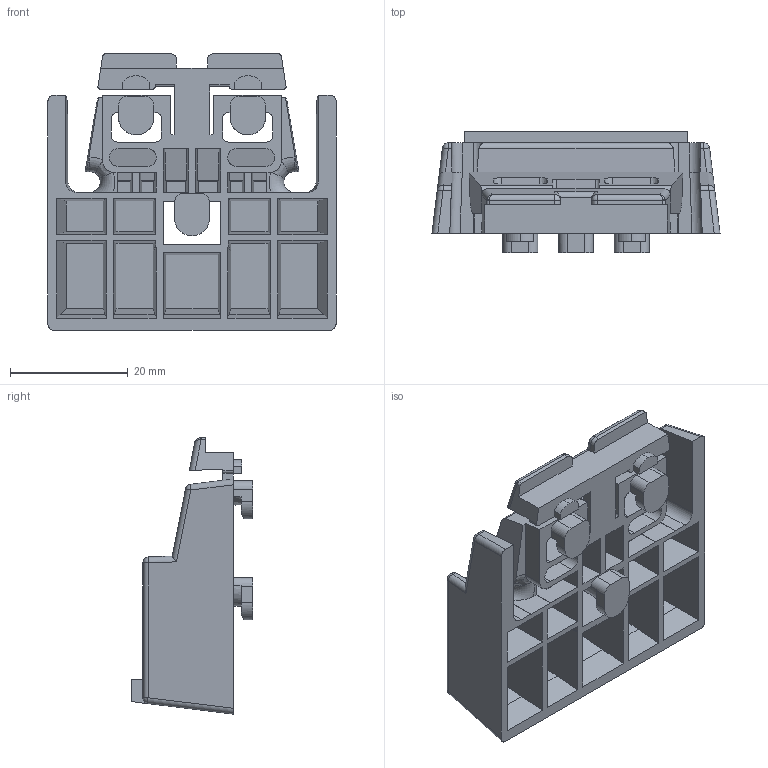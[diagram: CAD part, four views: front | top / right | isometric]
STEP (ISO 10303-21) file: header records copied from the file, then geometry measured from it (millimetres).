
FILE_DESCRIPTION (( 'STEP AP203' ), '1' );
FILE_NAME ('ÁÞËÈ.735224.ÀÀÁ Íîæêà.STEP', '2019-08-26T11:19:28', ( '' ), ( '' ), 'SwSTEP 2.0', 'SolidWorks 2018', '' );
FILE_SCHEMA (( 'CONFIG_CONTROL_DESIGN' ));
Length unit declared in the file: millimetre
Products named in the file (2): ÁÞËÈ.735224.ÀÀÁ Íîæêà
Bounding box: 49 x 20.7 x 47 mm (x, y, z)
Volume: 12270.1 mm3; surface area: 13648.3 mm2
Topology: 1 solids, 1 shells, 312 faces, 839 edges, 536 vertices
Faces by surface type: plane 209, cylinder 68, bspline 12, cone 11, sphere 8, torus 4
Entity records: 10104 total; most frequent: CARTESIAN_POINT 2343, ORIENTED_EDGE 1666, DIRECTION 1481, EDGE_CURVE 833, LINE 613, VECTOR 613, VERTEX_POINT 536, AXIS2_PLACEMENT_3D 434
